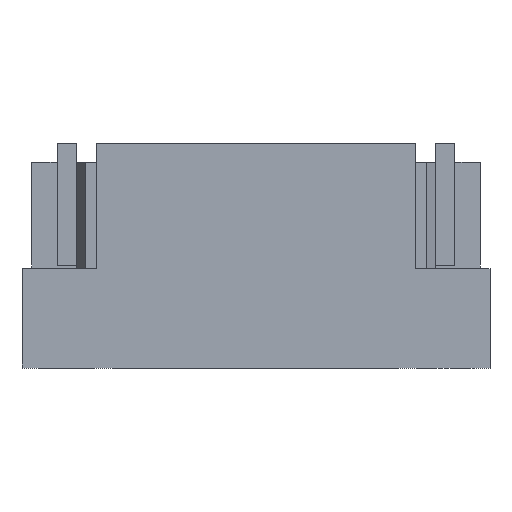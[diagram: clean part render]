
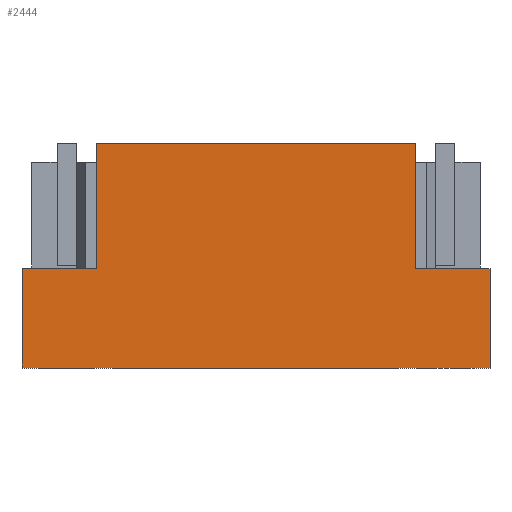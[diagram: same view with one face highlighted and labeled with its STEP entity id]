
A CAD part, top view. The second image highlights one B-rep face of the part: STEP entity #2444.
In plain terms, the highlighted planar face has unit normal (0, 0, 1).
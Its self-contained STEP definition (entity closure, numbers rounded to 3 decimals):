
#2413=AXIS2_PLACEMENT_3D('Plane Axis2P3D',#2410,#2411,#2412) ;
#1090=CARTESIAN_POINT('Line Origine',(-12.52,0.,11.7)) ;
#1094=CARTESIAN_POINT('Vertex',(-4.,0.,11.7)) ;
#1096=CARTESIAN_POINT('Vertex',(-21.04,0.,11.7)) ;
#1256=CARTESIAN_POINT('Line Origine',(-4.,-3.35,11.7)) ;
#1260=CARTESIAN_POINT('Vertex',(-4.,-6.7,11.7)) ;
#1332=CARTESIAN_POINT('Line Origine',(-2.,-6.7,11.7)) ;
#1336=CARTESIAN_POINT('Vertex',(0.,-6.7,11.7)) ;
#1363=CARTESIAN_POINT('Line Origine',(0.,-9.35,11.7)) ;
#1367=CARTESIAN_POINT('Vertex',(0.,-12.,11.7)) ;
#1387=CARTESIAN_POINT('Line Origine',(-12.52,-12.,11.7)) ;
#1391=CARTESIAN_POINT('Vertex',(-25.04,-12.,11.7)) ;
#2410=CARTESIAN_POINT('Axis2P3D Location',(-25.22,0.,11.7)) ;
#2415=CARTESIAN_POINT('Line Origine',(-21.04,-3.35,11.7)) ;
#2419=CARTESIAN_POINT('Vertex',(-21.04,-6.7,11.7)) ;
#2422=CARTESIAN_POINT('Line Origine',(-23.04,-6.7,11.7)) ;
#2426=CARTESIAN_POINT('Vertex',(-25.04,-6.7,11.7)) ;
#2429=CARTESIAN_POINT('Line Origine',(-25.04,-9.35,11.7)) ;
#1091=DIRECTION('Vector Direction',(1.,0.,0.)) ;
#1257=DIRECTION('Vector Direction',(0.,1.,0.)) ;
#1333=DIRECTION('Vector Direction',(1.,0.,0.)) ;
#1364=DIRECTION('Vector Direction',(0.,-1.,0.)) ;
#1388=DIRECTION('Vector Direction',(1.,0.,0.)) ;
#2411=DIRECTION('Axis2P3D Direction',(0.,0.,1.)) ;
#2412=DIRECTION('Axis2P3D XDirection',(0.,-1.,0.)) ;
#2416=DIRECTION('Vector Direction',(0.,1.,0.)) ;
#2423=DIRECTION('Vector Direction',(1.,0.,0.)) ;
#2430=DIRECTION('Vector Direction',(0.,-1.,0.)) ;
#1092=VECTOR('Line Direction',#1091,1.) ;
#1258=VECTOR('Line Direction',#1257,1.) ;
#1334=VECTOR('Line Direction',#1333,1.) ;
#1365=VECTOR('Line Direction',#1364,1.) ;
#1389=VECTOR('Line Direction',#1388,1.) ;
#2417=VECTOR('Line Direction',#2416,1.) ;
#2424=VECTOR('Line Direction',#2423,1.) ;
#2431=VECTOR('Line Direction',#2430,1.) ;
#2435=ORIENTED_EDGE('',*,*,#1393,.T.) ;
#2436=ORIENTED_EDGE('',*,*,#1369,.F.) ;
#2437=ORIENTED_EDGE('',*,*,#1338,.T.) ;
#2438=ORIENTED_EDGE('',*,*,#1262,.F.) ;
#2439=ORIENTED_EDGE('',*,*,#1098,.T.) ;
#2440=ORIENTED_EDGE('',*,*,#2421,.T.) ;
#2441=ORIENTED_EDGE('',*,*,#2428,.F.) ;
#2442=ORIENTED_EDGE('',*,*,#2433,.T.) ;
#2444=ADVANCED_FACE('HOUSING',(#2443),#2414,.T.) ;
#1098=EDGE_CURVE('',#1095,#1097,#1093,.F.) ;
#1262=EDGE_CURVE('',#1095,#1261,#1259,.F.) ;
#1338=EDGE_CURVE('',#1337,#1261,#1335,.F.) ;
#1369=EDGE_CURVE('',#1337,#1368,#1366,.T.) ;
#1393=EDGE_CURVE('',#1392,#1368,#1390,.T.) ;
#2421=EDGE_CURVE('',#1097,#2420,#2418,.F.) ;
#2428=EDGE_CURVE('',#2427,#2420,#2425,.T.) ;
#2433=EDGE_CURVE('',#2427,#1392,#2432,.T.) ;
#2434=EDGE_LOOP('',(#2435,#2436,#2437,#2438,#2439,#2440,#2441,#2442)) ;
#2443=FACE_OUTER_BOUND('',#2434,.T.) ;
#1093=LINE('Line',#1090,#1092) ;
#1259=LINE('Line',#1256,#1258) ;
#1335=LINE('Line',#1332,#1334) ;
#1366=LINE('Line',#1363,#1365) ;
#1390=LINE('Line',#1387,#1389) ;
#2418=LINE('Line',#2415,#2417) ;
#2425=LINE('Line',#2422,#2424) ;
#2432=LINE('Line',#2429,#2431) ;
#2414=PLANE('',#2413) ;
#1095=VERTEX_POINT('',#1094) ;
#1097=VERTEX_POINT('',#1096) ;
#1261=VERTEX_POINT('',#1260) ;
#1337=VERTEX_POINT('',#1336) ;
#1368=VERTEX_POINT('',#1367) ;
#1392=VERTEX_POINT('',#1391) ;
#2420=VERTEX_POINT('',#2419) ;
#2427=VERTEX_POINT('',#2426) ;
